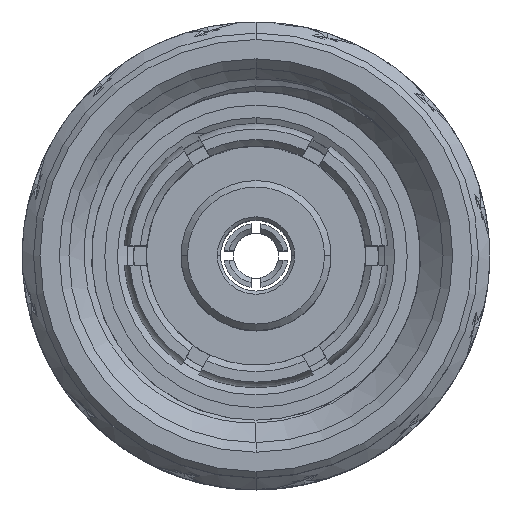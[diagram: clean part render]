
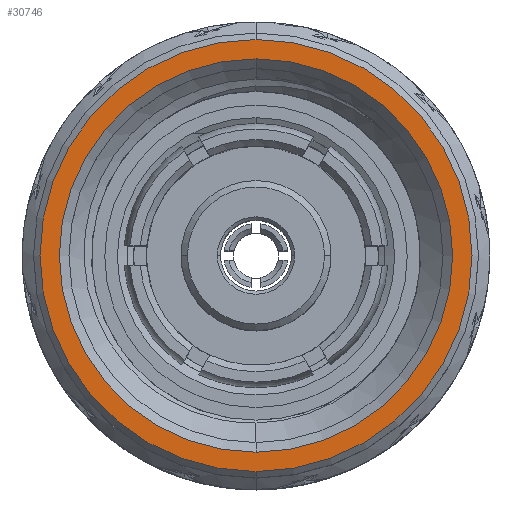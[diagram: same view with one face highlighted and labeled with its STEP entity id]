
A CAD part, top view. The second image highlights one B-rep face of the part: STEP entity #30746.
In plain terms, the highlighted planar face has unit normal (0, 0, 1).
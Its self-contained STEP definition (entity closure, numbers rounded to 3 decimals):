
#4365 = CARTESIAN_POINT ( 'NONE',  ( 0., 0., 20. ) ) ;
#7108 = ORIENTED_EDGE ( 'NONE', *, *, #52529, .T. ) ;
#7111 = DIRECTION ( 'NONE',  ( 0., 0., 1. ) ) ;
#7535 = AXIS2_PLACEMENT_3D ( 'NONE', #53090, #7111, #66164 ) ;
#8300 = CARTESIAN_POINT ( 'NONE',  ( 0., -6.1, 20. ) ) ;
#15924 = DIRECTION ( 'NONE',  ( 0., 0., 1. ) ) ;
#17930 = FACE_BOUND ( 'NONE', #66319, .T. ) ;
#19885 = EDGE_CURVE ( 'NONE', #37254, #50622, #21047, .T. ) ;
#21047 = CIRCLE ( 'NONE', #44649, 6.1 ) ;
#24203 = DIRECTION ( 'NONE',  ( 0., 0., -1. ) ) ;
#26752 = EDGE_CURVE ( 'NONE', #42236, #57506, #56858, .T. ) ;
#28975 = CARTESIAN_POINT ( 'NONE',  ( 0., 5.8, 20. ) ) ;
#29353 = CARTESIAN_POINT ( 'NONE',  ( 0., -6.7, 20. ) ) ;
#30746 = ADVANCED_FACE ( 'NONE', ( #32689, #17930 ), #38423, .T. ) ;
#30991 = DIRECTION ( 'NONE',  ( 0., -1., 0. ) ) ;
#31258 = CARTESIAN_POINT ( 'NONE',  ( 0., 6.1, 20. ) ) ;
#32689 = FACE_OUTER_BOUND ( 'NONE', #48166, .T. ) ;
#34268 = EDGE_CURVE ( 'NONE', #57506, #42236, #36910, .T. ) ;
#34277 = DIRECTION ( 'NONE',  ( 0., -1., 0. ) ) ;
#35163 = ORIENTED_EDGE ( 'NONE', *, *, #34268, .T. ) ;
#36012 = AXIS2_PLACEMENT_3D ( 'NONE', #50044, #24203, #44057 ) ;
#36904 = AXIS2_PLACEMENT_3D ( 'NONE', #28975, #43801, #54171 ) ;
#36910 = CIRCLE ( 'NONE', #59433, 6.7 ) ;
#37254 = VERTEX_POINT ( 'NONE', #31258 ) ;
#38423 = PLANE ( 'NONE',  #36904 ) ;
#38930 = ORIENTED_EDGE ( 'NONE', *, *, #19885, .T. ) ;
#39670 = ORIENTED_EDGE ( 'NONE', *, *, #26752, .T. ) ;
#42236 = VERTEX_POINT ( 'NONE', #65386 ) ;
#43801 = DIRECTION ( 'NONE',  ( 0., 0., 1. ) ) ;
#44057 = DIRECTION ( 'NONE',  ( 0., -1., 0. ) ) ;
#44649 = AXIS2_PLACEMENT_3D ( 'NONE', #4365, #59798, #34277 ) ;
#48166 = EDGE_LOOP ( 'NONE', ( #39670, #35163 ) ) ;
#50044 = CARTESIAN_POINT ( 'NONE',  ( 0., 0., 20. ) ) ;
#50622 = VERTEX_POINT ( 'NONE', #8300 ) ;
#52529 = EDGE_CURVE ( 'NONE', #50622, #37254, #54269, .T. ) ;
#53090 = CARTESIAN_POINT ( 'NONE',  ( 0., 0., 20. ) ) ;
#54171 = DIRECTION ( 'NONE',  ( 0., -1., 0. ) ) ;
#54269 = CIRCLE ( 'NONE', #36012, 6.1 ) ;
#56858 = CIRCLE ( 'NONE', #7535, 6.7 ) ;
#57506 = VERTEX_POINT ( 'NONE', #29353 ) ;
#59433 = AXIS2_PLACEMENT_3D ( 'NONE', #60908, #15924, #30991 ) ;
#59798 = DIRECTION ( 'NONE',  ( 0., 0., -1. ) ) ;
#60908 = CARTESIAN_POINT ( 'NONE',  ( 0., 0., 20. ) ) ;
#65386 = CARTESIAN_POINT ( 'NONE',  ( 0., 6.7, 20. ) ) ;
#66164 = DIRECTION ( 'NONE',  ( 0., -1., 0. ) ) ;
#66319 = EDGE_LOOP ( 'NONE', ( #7108, #38930 ) ) ;
